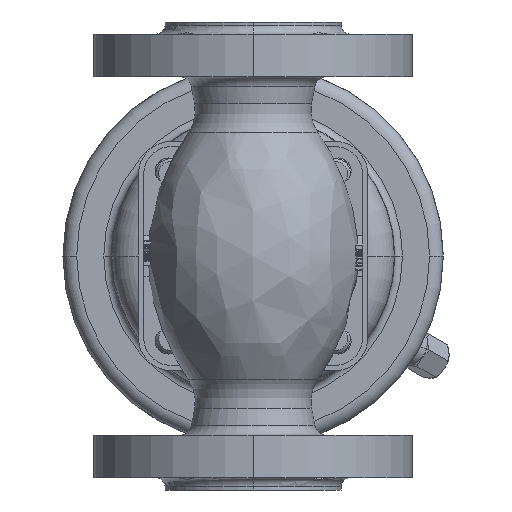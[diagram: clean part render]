
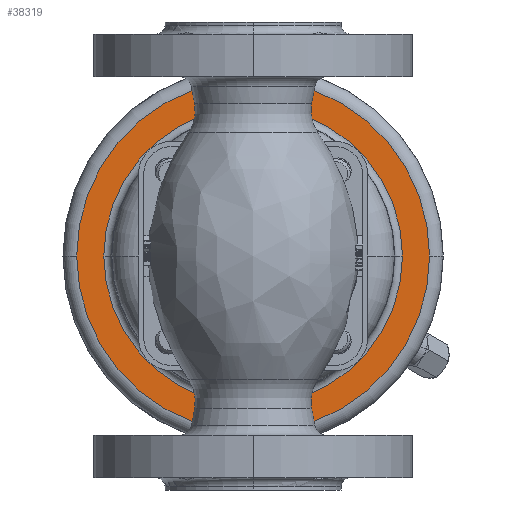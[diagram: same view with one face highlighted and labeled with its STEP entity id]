
A CAD part, left-side view. The second image highlights one B-rep face of the part: STEP entity #38319.
In plain terms, the highlighted planar face has unit normal (-1, 0, 0).
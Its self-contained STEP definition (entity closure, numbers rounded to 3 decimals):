
#10078=CARTESIAN_POINT('',(-2.5,0.,0.));
#10079=DIRECTION('',(-1.,0.,0.));
#10080=DIRECTION('',(0.,1.,0.));
#10081=AXIS2_PLACEMENT_3D('',#10078,#10079,#10080);
#10083=CARTESIAN_POINT('',(-2.5,0.,0.));
#10084=DIRECTION('',(1.,0.,0.));
#10085=DIRECTION('',(0.,1.,0.));
#10086=AXIS2_PLACEMENT_3D('',#10083,#10084,#10085);
#10088=CARTESIAN_POINT('',(-2.5,0.,0.));
#10089=DIRECTION('',(1.,0.,0.));
#10090=DIRECTION('',(0.,1.,0.));
#10091=AXIS2_PLACEMENT_3D('',#10088,#10089,#10090);
#10093=CARTESIAN_POINT('',(-2.5,0.,0.));
#10094=DIRECTION('',(-1.,0.,0.));
#10095=DIRECTION('',(0.,1.,0.));
#10096=AXIS2_PLACEMENT_3D('',#10093,#10094,#10095);
#26975=CARTESIAN_POINT('',(-2.5,58.05,0.));
#26977=VERTEX_POINT('',#26975);
#26978=CARTESIAN_POINT('',(-2.5,49.137,0.));
#26980=VERTEX_POINT('',#26978);
#27007=CARTESIAN_POINT('',(-2.5,-58.05,0.));
#27009=VERTEX_POINT('',#27007);
#27010=CARTESIAN_POINT('',(-2.5,-49.137,0.));
#27012=VERTEX_POINT('',#27010);
#38304=CARTESIAN_POINT('',(-2.5,0.,0.));
#38305=DIRECTION('',(1.,0.,0.));
#38306=DIRECTION('',(0.,-1.,0.));
#38307=AXIS2_PLACEMENT_3D('',#38304,#38305,#38306);
#38308=PLANE('',#38307);
#38310=ORIENTED_EDGE('',*,*,#38309,.T.);
#38312=ORIENTED_EDGE('',*,*,#38311,.F.);
#38313=EDGE_LOOP('',(#38310,#38312));
#38314=FACE_OUTER_BOUND('',#38313,.F.);
#38315=ORIENTED_EDGE('',*,*,#38286,.T.);
#38316=ORIENTED_EDGE('',*,*,#38297,.F.);
#38317=EDGE_LOOP('',(#38315,#38316));
#38318=FACE_BOUND('',#38317,.F.);
#38319=ADVANCED_FACE('',(#38314,#38318),#38308,.F.);
#10082=CIRCLE('',#10081,49.137);
#10087=CIRCLE('',#10086,49.137);
#10092=CIRCLE('',#10091,58.05);
#10097=CIRCLE('',#10096,58.05);
#38286=EDGE_CURVE('',#26980,#27012,#10082,.T.);
#38297=EDGE_CURVE('',#26980,#27012,#10087,.T.);
#38309=EDGE_CURVE('',#26977,#27009,#10092,.T.);
#38311=EDGE_CURVE('',#26977,#27009,#10097,.T.);
